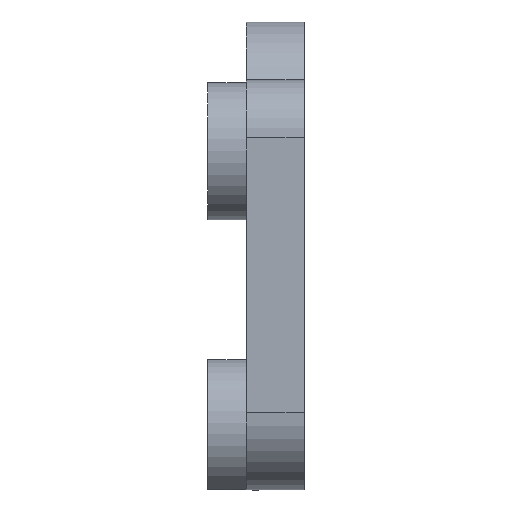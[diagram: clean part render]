
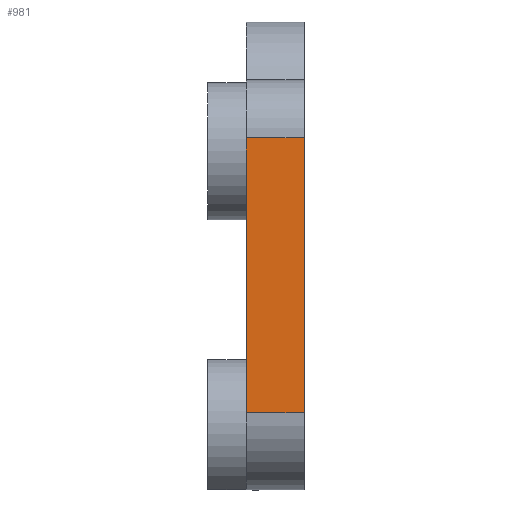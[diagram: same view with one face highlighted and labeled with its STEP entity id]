
A CAD part, left-side view. The second image highlights one B-rep face of the part: STEP entity #981.
In plain terms, the highlighted planar face has unit normal (-1, 0, 0).
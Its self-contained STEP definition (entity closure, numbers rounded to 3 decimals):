
#92=PLANE('',#1064);
#143=FACE_OUTER_BOUND('',#203,.T.);
#203=EDGE_LOOP('',(#876,#877,#878,#879));
#273=LINE('',#1659,#357);
#285=LINE('',#1703,#369);
#294=LINE('',#1727,#378);
#295=LINE('',#1729,#379);
#357=VECTOR('',#1211,10.);
#369=VECTOR('',#1257,10.);
#378=VECTOR('',#1284,10.);
#379=VECTOR('',#1287,10.);
#482=VERTEX_POINT('',#1656);
#483=VERTEX_POINT('',#1658);
#495=VERTEX_POINT('',#1701);
#501=VERTEX_POINT('',#1725);
#605=EDGE_CURVE('',#482,#483,#273,.T.);
#627=EDGE_CURVE('',#495,#482,#285,.T.);
#639=EDGE_CURVE('',#501,#483,#294,.T.);
#640=EDGE_CURVE('',#501,#495,#295,.T.);
#876=ORIENTED_EDGE('',*,*,#640,.F.);
#877=ORIENTED_EDGE('',*,*,#639,.T.);
#878=ORIENTED_EDGE('',*,*,#605,.F.);
#879=ORIENTED_EDGE('',*,*,#627,.F.);
#981=ADVANCED_FACE('',(#143),#92,.T.);
#1064=AXIS2_PLACEMENT_3D('',#1728,#1285,#1286);
#1211=DIRECTION('',(0.,0.,1.));
#1257=DIRECTION('',(0.,1.,0.));
#1284=DIRECTION('',(0.,1.,0.));
#1285=DIRECTION('center_axis',(-1.,0.,0.));
#1286=DIRECTION('ref_axis',(0.,0.,
1.));
#1287=DIRECTION('',(0.,0.,-1.));
#1656=CARTESIAN_POINT('',(-24.,24.264,120.601));
#1658=CARTESIAN_POINT('',(-24.,24.264,134.815));
#1659=CARTESIAN_POINT('',(-24.,24.264,133.805));
#1701=CARTESIAN_POINT('',(-24.,21.264,120.601));
#1703=CARTESIAN_POINT('',(-24.,21.264,120.601));
#1725=CARTESIAN_POINT('',(-24.,21.264,134.815));
#1727=CARTESIAN_POINT('',(-24.,21.264,134.815));
#1728=CARTESIAN_POINT('Origin',(-24.,21.264,120.601));
#1729=CARTESIAN_POINT('',(-24.,21.264,133.805));
